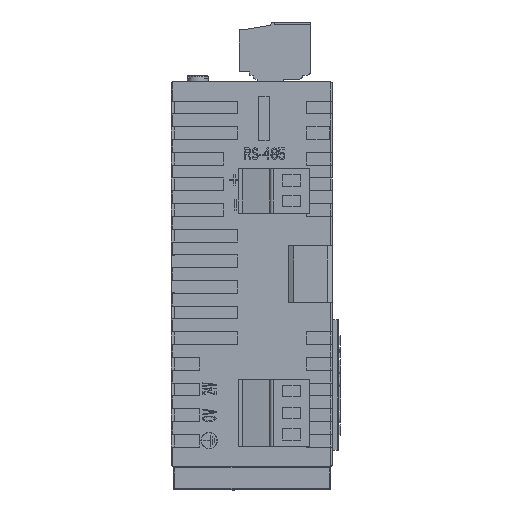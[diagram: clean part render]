
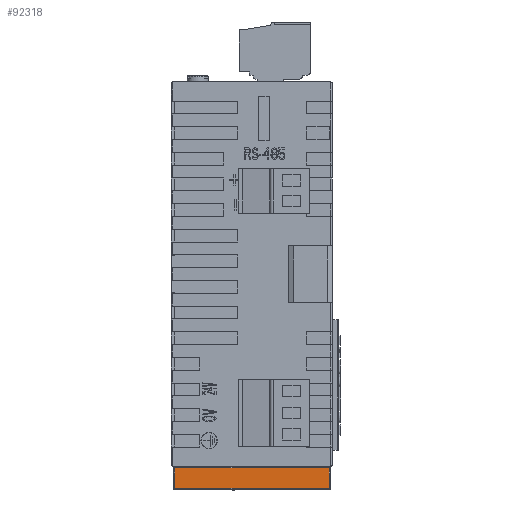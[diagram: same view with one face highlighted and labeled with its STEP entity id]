
A CAD part, front view. The second image highlights one B-rep face of the part: STEP entity #92318.
In plain terms, the highlighted planar face has unit normal (0, -1, 0).
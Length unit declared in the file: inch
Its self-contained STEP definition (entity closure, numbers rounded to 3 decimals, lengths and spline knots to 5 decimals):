
#2459 = CARTESIAN_POINT ( 'NONE',  ( -0.47266, -1.96458, -0.00984 ) ) ;
#5208 = PLANE ( 'NONE',  #19359 ) ;
#9671 = VECTOR ( 'NONE', #98325, 39.37008 ) ;
#14791 = LINE ( 'NONE', #39630, #51645 ) ;
#15316 = DIRECTION ( 'NONE',  ( 0., 0., -1. ) ) ;
#18015 = DIRECTION ( 'NONE',  ( 1., 0., 0. ) ) ;
#19359 = AXIS2_PLACEMENT_3D ( 'NONE', #89016, #131631, #90400 ) ;
#26914 = VERTEX_POINT ( 'NONE', #69663 ) ;
#39630 = CARTESIAN_POINT ( 'NONE',  ( -0.49648, -1.96458, -0.00984 ) ) ;
#39640 = ORIENTED_EDGE ( 'NONE', *, *, #90792, .F. ) ;
#45236 = LINE ( 'NONE', #55725, #9671 ) ;
#45624 = VERTEX_POINT ( 'NONE', #55434 ) ;
#51645 = VECTOR ( 'NONE', #18015, 39.37008 ) ;
#55434 = CARTESIAN_POINT ( 'NONE',  ( -0.47266, -1.96458, -0.13583 ) ) ;
#55725 = CARTESIAN_POINT ( 'NONE',  ( -0.47266, -1.96458, -0.06299 ) ) ;
#57174 = CARTESIAN_POINT ( 'NONE',  ( -0.49648, -1.96458, -0.13583 ) ) ;
#63435 = ORIENTED_EDGE ( 'NONE', *, *, #100078, .F. ) ;
#66278 = VERTEX_POINT ( 'NONE', #91070 ) ;
#66962 = DIRECTION ( 'NONE',  ( -1., 0., 0. ) ) ;
#69663 = CARTESIAN_POINT ( 'NONE',  ( 0.47576, -1.96458, -0.00984 ) ) ;
#78807 = LINE ( 'NONE', #57174, #82356 ) ;
#79879 = EDGE_CURVE ( 'NONE', #66278, #45624, #78807, .T. ) ;
#82356 = VECTOR ( 'NONE', #66962, 39.37008 ) ;
#88630 = LINE ( 'NONE', #108899, #114954 ) ;
#89016 = CARTESIAN_POINT ( 'NONE',  ( -0.49648, -1.96458, -0.06299 ) ) ;
#90400 = DIRECTION ( 'NONE',  ( 0., 0., 1. ) ) ;
#90792 = EDGE_CURVE ( 'NONE', #26914, #66278, #88630, .T. ) ;
#91070 = CARTESIAN_POINT ( 'NONE',  ( 0.47576, -1.96458, -0.13583 ) ) ;
#92318 = ADVANCED_FACE ( 'NONE', ( #100872 ), #5208, .F. ) ;
#97549 = ORIENTED_EDGE ( 'NONE', *, *, #131197, .F. ) ;
#98325 = DIRECTION ( 'NONE',  ( 0., 0., 1. ) ) ;
#100078 = EDGE_CURVE ( 'NONE', #126881, #26914, #14791, .T. ) ;
#100872 = FACE_OUTER_BOUND ( 'NONE', #106353, .T. ) ;
#106353 = EDGE_LOOP ( 'NONE', ( #97549, #135859, #39640, #63435 ) ) ;
#108899 = CARTESIAN_POINT ( 'NONE',  ( 0.47576, -1.96458, -0.06299 ) ) ;
#114954 = VECTOR ( 'NONE', #15316, 39.37008 ) ;
#126881 = VERTEX_POINT ( 'NONE', #2459 ) ;
#131197 = EDGE_CURVE ( 'NONE', #45624, #126881, #45236, .T. ) ;
#131631 = DIRECTION ( 'NONE',  ( 0., 1., 0. ) ) ;
#135859 = ORIENTED_EDGE ( 'NONE', *, *, #79879, .F. ) ;
